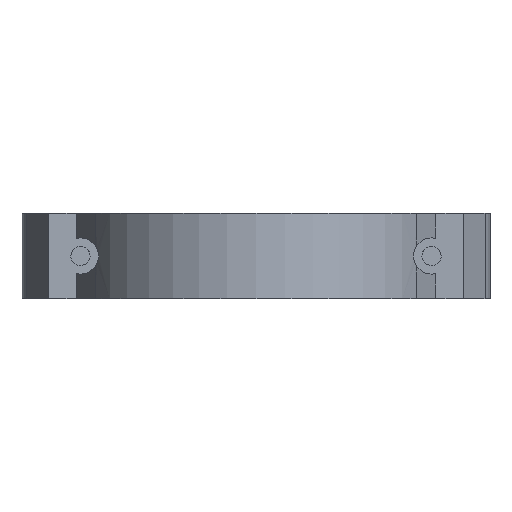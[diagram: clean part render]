
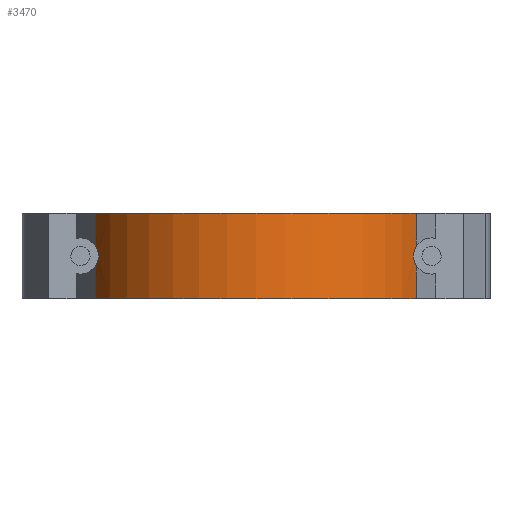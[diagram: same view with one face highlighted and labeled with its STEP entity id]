
A CAD part, front view. The second image highlights one B-rep face of the part: STEP entity #3470.
In plain terms, the highlighted cylindrical face has radius 33 mm (diameter 66 mm), a partial arc.
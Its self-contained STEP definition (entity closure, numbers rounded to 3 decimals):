
#2971=AXIS2_PLACEMENT_3D('Circle Axis2P3D',#2969,#2970,$) ;
#3415=AXIS2_PLACEMENT_3D('Cylinder Axis2P3D',#3412,#3413,#3414) ;
#3419=AXIS2_PLACEMENT_3D('Circle Axis2P3D',#3417,#3418,$) ;
#2966=CARTESIAN_POINT('Vertex',(-30.142,-63.184,16.)) ;
#2969=CARTESIAN_POINT('Axis2P3D Location',(0.,-49.75,16.)) ;
#2973=CARTESIAN_POINT('Vertex',(30.142,-63.184,16.)) ;
#3258=CARTESIAN_POINT('Vertex',(-30.142,-63.184,9.857)) ;
#3263=CARTESIAN_POINT('Line Origine',(-30.142,-63.184,12.929)) ;
#3296=CARTESIAN_POINT('Vertex',(-30.142,-63.184,6.143)) ;
#3312=CARTESIAN_POINT('Vertex',(-30.142,-63.184,0.)) ;
#3315=CARTESIAN_POINT('Line Origine',(-30.142,-63.184,3.071)) ;
#3334=CARTESIAN_POINT('Line Origine',(30.142,-63.184,12.929)) ;
#3338=CARTESIAN_POINT('Vertex',(30.142,-63.184,9.857)) ;
#3365=CARTESIAN_POINT('Line Origine',(30.142,-63.184,3.071)) ;
#3369=CARTESIAN_POINT('Vertex',(30.142,-63.184,0.)) ;
#3371=CARTESIAN_POINT('Vertex',(30.142,-63.184,6.143)) ;
#3412=CARTESIAN_POINT('Axis2P3D Location',(0.,-49.75,8.)) ;
#3417=CARTESIAN_POINT('Axis2P3D Location',(0.,-49.75,0.)) ;
#3423=CARTESIAN_POINT('Control Point',(29.59,-64.36,8.)) ;
#3424=CARTESIAN_POINT('Control Point',(29.59,-64.36,7.527)) ;
#3425=CARTESIAN_POINT('Control Point',(29.676,-64.187,7.053)) ;
#3426=CARTESIAN_POINT('Control Point',(29.824,-63.882,6.695)) ;
#3427=CARTESIAN_POINT('Control Point',(29.978,-63.551,6.393)) ;
#3428=CARTESIAN_POINT('Control Point',(30.142,-63.184,6.143)) ;
#3429=CARTESIAN_POINT('Vertex',(29.59,-64.36,8.)) ;
#3433=CARTESIAN_POINT('Control Point',(29.59,-64.36,8.)) ;
#3434=CARTESIAN_POINT('Control Point',(29.59,-64.36,8.473)) ;
#3435=CARTESIAN_POINT('Control Point',(29.676,-64.187,8.947)) ;
#3436=CARTESIAN_POINT('Control Point',(29.824,-63.882,9.305)) ;
#3437=CARTESIAN_POINT('Control Point',(29.978,-63.551,9.607)) ;
#3438=CARTESIAN_POINT('Control Point',(30.142,-63.184,9.857)) ;
#3441=CARTESIAN_POINT('Control Point',(-29.59,-64.36,8.)) ;
#3442=CARTESIAN_POINT('Control Point',(-29.59,-64.36,8.473)) ;
#3443=CARTESIAN_POINT('Control Point',(-29.676,-64.187,8.947)) ;
#3444=CARTESIAN_POINT('Control Point',(-29.824,-63.882,9.305)) ;
#3445=CARTESIAN_POINT('Control Point',(-29.978,-63.551,9.607)) ;
#3446=CARTESIAN_POINT('Control Point',(-30.142,-63.184,9.857)) ;
#3447=CARTESIAN_POINT('Vertex',(-29.59,-64.36,8.)) ;
#3451=CARTESIAN_POINT('Control Point',(-29.59,-64.36,8.)) ;
#3452=CARTESIAN_POINT('Control Point',(-29.59,-64.36,7.527)) ;
#3453=CARTESIAN_POINT('Control Point',(-29.676,-64.187,7.053)) ;
#3454=CARTESIAN_POINT('Control Point',(-29.824,-63.882,6.695)) ;
#3455=CARTESIAN_POINT('Control Point',(-29.978,-63.551,6.393)) ;
#3456=CARTESIAN_POINT('Control Point',(-30.142,-63.184,6.143)) ;
#2970=DIRECTION('Axis2P3D Direction',(0.,0.,1.)) ;
#3264=DIRECTION('Vector Direction',(0.,0.,1.)) ;
#3316=DIRECTION('Vector Direction',(0.,0.,1.)) ;
#3335=DIRECTION('Vector Direction',(0.,0.,1.)) ;
#3366=DIRECTION('Vector Direction',(0.,0.,1.)) ;
#3413=DIRECTION('Axis2P3D Direction',(0.,0.,1.)) ;
#3414=DIRECTION('Axis2P3D XDirection',(-0.913,-0.407,-0.)) ;
#3418=DIRECTION('Axis2P3D Direction',(0.,0.,1.)) ;
#3265=VECTOR('Line Direction',#3264,1.) ;
#3317=VECTOR('Line Direction',#3316,1.) ;
#3336=VECTOR('Line Direction',#3335,1.) ;
#3367=VECTOR('Line Direction',#3366,1.) ;
#3459=ORIENTED_EDGE('',*,*,#3319,.F.) ;
#3460=ORIENTED_EDGE('',*,*,#3421,.T.) ;
#3461=ORIENTED_EDGE('',*,*,#3373,.T.) ;
#3462=ORIENTED_EDGE('',*,*,#3431,.F.) ;
#3463=ORIENTED_EDGE('',*,*,#3439,.T.) ;
#3464=ORIENTED_EDGE('',*,*,#3340,.T.) ;
#3465=ORIENTED_EDGE('',*,*,#2975,.F.) ;
#3466=ORIENTED_EDGE('',*,*,#3267,.F.) ;
#3467=ORIENTED_EDGE('',*,*,#3449,.F.) ;
#3468=ORIENTED_EDGE('',*,*,#3457,.T.) ;
#3470=ADVANCED_FACE('PartBody',(#3469),#3416,.T.) ;
#3422=B_SPLINE_CURVE_WITH_KNOTS('',5,(#3423,#3424,#3425,#3426,#3427,#3428),.UNSPECIFIED.,.F.,.U.,(6,6),(0.,3.346),.UNSPECIFIED.) ;
#3432=B_SPLINE_CURVE_WITH_KNOTS('',5,(#3433,#3434,#3435,#3436,#3437,#3438),.UNSPECIFIED.,.F.,.U.,(6,6),(0.,3.346),.UNSPECIFIED.) ;
#3440=B_SPLINE_CURVE_WITH_KNOTS('',5,(#3441,#3442,#3443,#3444,#3445,#3446),.UNSPECIFIED.,.F.,.U.,(6,6),(0.,3.346),.UNSPECIFIED.) ;
#3450=B_SPLINE_CURVE_WITH_KNOTS('',5,(#3451,#3452,#3453,#3454,#3455,#3456),.UNSPECIFIED.,.F.,.U.,(6,6),(0.,3.346),.UNSPECIFIED.) ;
#2972=CIRCLE('generated circle',#2971,33.) ;
#3420=CIRCLE('generated circle',#3419,33.) ;
#3416=CYLINDRICAL_SURFACE('generated cylinder',#3415,33.) ;
#2975=EDGE_CURVE('',#2967,#2974,#2972,.T.) ;
#3267=EDGE_CURVE('',#3259,#2967,#3266,.T.) ;
#3319=EDGE_CURVE('',#3313,#3297,#3318,.T.) ;
#3340=EDGE_CURVE('',#3339,#2974,#3337,.T.) ;
#3373=EDGE_CURVE('',#3370,#3372,#3368,.T.) ;
#3421=EDGE_CURVE('',#3313,#3370,#3420,.T.) ;
#3431=EDGE_CURVE('',#3430,#3372,#3422,.T.) ;
#3439=EDGE_CURVE('',#3430,#3339,#3432,.T.) ;
#3449=EDGE_CURVE('',#3448,#3259,#3440,.T.) ;
#3457=EDGE_CURVE('',#3448,#3297,#3450,.T.) ;
#3458=EDGE_LOOP('',(#3459,#3460,#3461,#3462,#3463,#3464,#3465,#3466,#3467,#3468)) ;
#3469=FACE_OUTER_BOUND('',#3458,.T.) ;
#3266=LINE('Line',#3263,#3265) ;
#3318=LINE('Line',#3315,#3317) ;
#3337=LINE('Line',#3334,#3336) ;
#3368=LINE('Line',#3365,#3367) ;
#2967=VERTEX_POINT('',#2966) ;
#2974=VERTEX_POINT('',#2973) ;
#3259=VERTEX_POINT('',#3258) ;
#3297=VERTEX_POINT('',#3296) ;
#3313=VERTEX_POINT('',#3312) ;
#3339=VERTEX_POINT('',#3338) ;
#3370=VERTEX_POINT('',#3369) ;
#3372=VERTEX_POINT('',#3371) ;
#3430=VERTEX_POINT('',#3429) ;
#3448=VERTEX_POINT('',#3447) ;
